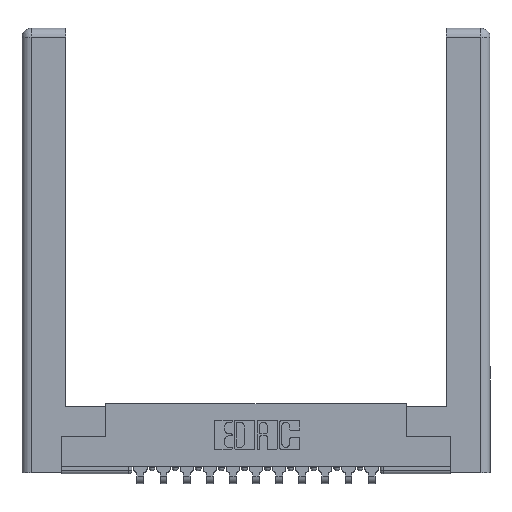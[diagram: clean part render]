
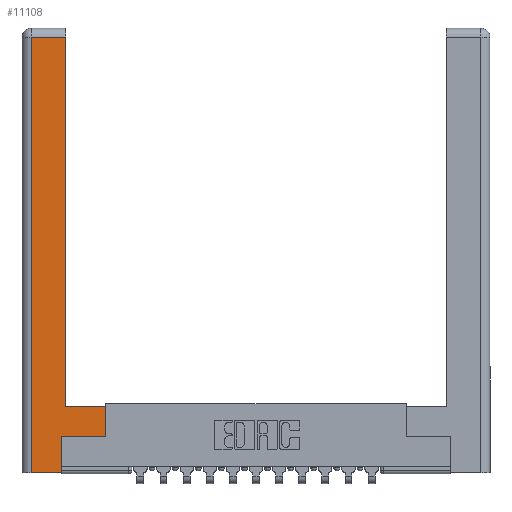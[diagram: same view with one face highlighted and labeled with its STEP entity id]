
A CAD part, top view. The second image highlights one B-rep face of the part: STEP entity #11108.
In plain terms, the highlighted planar face has unit normal (0, 0, 1).
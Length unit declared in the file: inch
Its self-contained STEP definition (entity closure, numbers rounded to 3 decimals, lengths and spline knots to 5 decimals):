
#437 = ORIENTED_EDGE ( 'NONE', *, *, #10165, .T. ) ;
#608 = DIRECTION ( 'NONE',  ( 0., 1., 0. ) ) ;
#611 = CARTESIAN_POINT ( 'NONE',  ( 0.295, 0.45, 0. ) ) ;
#940 = CARTESIAN_POINT ( 'NONE',  ( 0.0615, 0., 0. ) ) ;
#1907 = EDGE_CURVE ( 'NONE', #13776, #11522, #9420, .T. ) ;
#2358 = ORIENTED_EDGE ( 'NONE', *, *, #9399, .T. ) ;
#2603 = DIRECTION ( 'NONE',  ( 1., 0., 0. ) ) ;
#2764 = ORIENTED_EDGE ( 'NONE', *, *, #13403, .T. ) ;
#3057 = EDGE_CURVE ( 'NONE', #5057, #7762, #15980, .T. ) ;
#3434 = VERTEX_POINT ( 'NONE', #13635 ) ;
#3596 = DIRECTION ( 'NONE',  ( 0., 1., 0. ) ) ;
#3878 = DIRECTION ( 'NONE',  ( 1., 0., 0. ) ) ;
#4390 = AXIS2_PLACEMENT_3D ( 'NONE', #7293, #16001, #11254 ) ;
#4391 = EDGE_CURVE ( 'NONE', #11732, #13776, #7337, .T. ) ;
#4419 = CARTESIAN_POINT ( 'NONE',  ( 0.565, 0.45, 0. ) ) ;
#5057 = VERTEX_POINT ( 'NONE', #9976 ) ;
#5210 = LINE ( 'NONE', #10151, #6150 ) ;
#5859 = CARTESIAN_POINT ( 'NONE',  ( 0.295, 0.45, 0. ) ) ;
#6103 = CARTESIAN_POINT ( 'NONE',  ( 0.295, 2.94, 0. ) ) ;
#6150 = VECTOR ( 'NONE', #2603, 39.37008 ) ;
#6505 = VECTOR ( 'NONE', #10604, 39.37008 ) ;
#6698 = ORIENTED_EDGE ( 'NONE', *, *, #4391, .T. ) ;
#6882 = ORIENTED_EDGE ( 'NONE', *, *, #14799, .T. ) ;
#6957 = CARTESIAN_POINT ( 'NONE',  ( 0.0615, 2.94, 0. ) ) ;
#7111 = CARTESIAN_POINT ( 'NONE',  ( 0.295, 3., 0. ) ) ;
#7293 = CARTESIAN_POINT ( 'NONE',  ( 0., 0., 0. ) ) ;
#7327 = VECTOR ( 'NONE', #7378, 39.37008 ) ;
#7337 = LINE ( 'NONE', #14617, #13033 ) ;
#7378 = DIRECTION ( 'NONE',  ( -1., 0., 0. ) ) ;
#7598 = EDGE_CURVE ( 'NONE', #7762, #11732, #5210, .T. ) ;
#7762 = VERTEX_POINT ( 'NONE', #15480 ) ;
#7964 = ORIENTED_EDGE ( 'NONE', *, *, #3057, .T. ) ;
#8371 = DIRECTION ( 'NONE',  ( -1., 0., 0. ) ) ;
#8436 = LINE ( 'NONE', #12151, #7327 ) ;
#8870 = EDGE_LOOP ( 'NONE', ( #437, #6882, #2764, #2358, #7964, #9860, #6698, #15607 ) ) ;
#9399 = EDGE_CURVE ( 'NONE', #3434, #5057, #14978, .T. ) ;
#9420 = LINE ( 'NONE', #5859, #11505 ) ;
#9860 = ORIENTED_EDGE ( 'NONE', *, *, #7598, .T. ) ;
#9976 = CARTESIAN_POINT ( 'NONE',  ( 0.265, 0., 0. ) ) ;
#10067 = VECTOR ( 'NONE', #3878, 39.37008 ) ;
#10151 = CARTESIAN_POINT ( 'NONE',  ( 0.565, 0.245, 0. ) ) ;
#10165 = EDGE_CURVE ( 'NONE', #11522, #14367, #11885, .T. ) ;
#10604 = DIRECTION ( 'NONE',  ( 0., -1., 0. ) ) ;
#11084 = VECTOR ( 'NONE', #608, 39.37008 ) ;
#11108 = ADVANCED_FACE ( 'NONE', ( #14881 ), #15852, .F. ) ;
#11113 = CARTESIAN_POINT ( 'NONE',  ( 0.265, 0., 0. ) ) ;
#11254 = DIRECTION ( 'NONE',  ( -1., 0., 0. ) ) ;
#11451 = VERTEX_POINT ( 'NONE', #6957 ) ;
#11505 = VECTOR ( 'NONE', #8371, 39.37008 ) ;
#11522 = VERTEX_POINT ( 'NONE', #611 ) ;
#11732 = VERTEX_POINT ( 'NONE', #12510 ) ;
#11885 = LINE ( 'NONE', #7111, #11084 ) ;
#12151 = CARTESIAN_POINT ( 'NONE',  ( 0.0615, 2.94, 0. ) ) ;
#12510 = CARTESIAN_POINT ( 'NONE',  ( 0.565, 0.245, 0. ) ) ;
#13033 = VECTOR ( 'NONE', #3596, 39.37008 ) ;
#13222 = VECTOR ( 'NONE', #13580, 39.37008 ) ;
#13403 = EDGE_CURVE ( 'NONE', #11451, #3434, #14241, .T. ) ;
#13580 = DIRECTION ( 'NONE',  ( 0., 1., 0. ) ) ;
#13635 = CARTESIAN_POINT ( 'NONE',  ( 0.0615, 0., 0. ) ) ;
#13776 = VERTEX_POINT ( 'NONE', #4419 ) ;
#14241 = LINE ( 'NONE', #940, #6505 ) ;
#14367 = VERTEX_POINT ( 'NONE', #6103 ) ;
#14617 = CARTESIAN_POINT ( 'NONE',  ( 0.565, 0.45, 0. ) ) ;
#14790 = CARTESIAN_POINT ( 'NONE',  ( 0.265, 0.245, 0. ) ) ;
#14799 = EDGE_CURVE ( 'NONE', #14367, #11451, #8436, .T. ) ;
#14881 = FACE_OUTER_BOUND ( 'NONE', #8870, .T. ) ;
#14978 = LINE ( 'NONE', #11113, #10067 ) ;
#15480 = CARTESIAN_POINT ( 'NONE',  ( 0.265, 0.245, 0. ) ) ;
#15607 = ORIENTED_EDGE ( 'NONE', *, *, #1907, .T. ) ;
#15852 = PLANE ( 'NONE',  #4390 ) ;
#15980 = LINE ( 'NONE', #14790, #13222 ) ;
#16001 = DIRECTION ( 'NONE',  ( 0., 0., -1. ) ) ;
